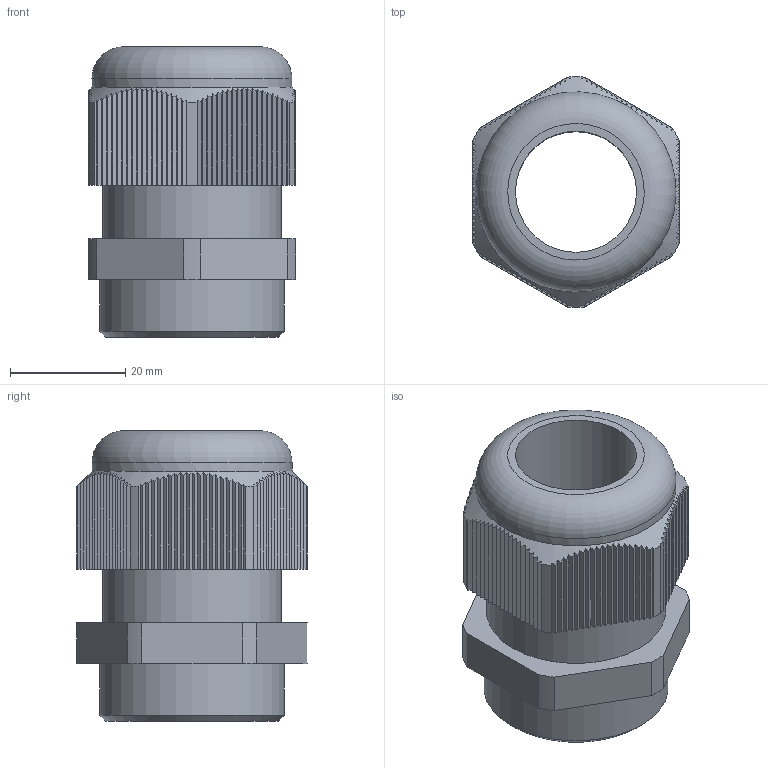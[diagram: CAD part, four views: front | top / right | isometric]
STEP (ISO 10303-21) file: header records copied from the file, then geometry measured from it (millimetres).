
FILE_DESCRIPTION((''),'2;1');
FILE_NAME('12002600_MBF32.stp','2013-01-08T12:52:36',('kotzmaier'),(''),'Autodesk Inventor 2013','Autodesk Inventor 2013','');
FILE_SCHEMA(('CONFIG_CONTROL_DESIGN'));
Length unit declared in the file: millimetre
Products named in the file (1): MBF32_3DSYM PART1
Bounding box: 36 x 40 x 50.38 mm (x, y, z)
Volume: 29811.3 mm3; surface area: 11428.6 mm2
Topology: 1 solids, 1 shells, 258 faces, 759 edges, 506 vertices
Faces by surface type: plane 239, cylinder 16, cone 2, torus 1
Full cylindrical faces by diameter (mm): 21 x1, 31 x1, 32 x1, 34.7 x1
Entity records: 8216 total; most frequent: CARTESIAN_POINT 1917, ORIENTED_EDGE 1496, DIRECTION 1120, EDGE_CURVE 748, VERTEX_POINT 502, VECTOR 486, LINE 486, AXIS2_PLACEMENT_3D 317
